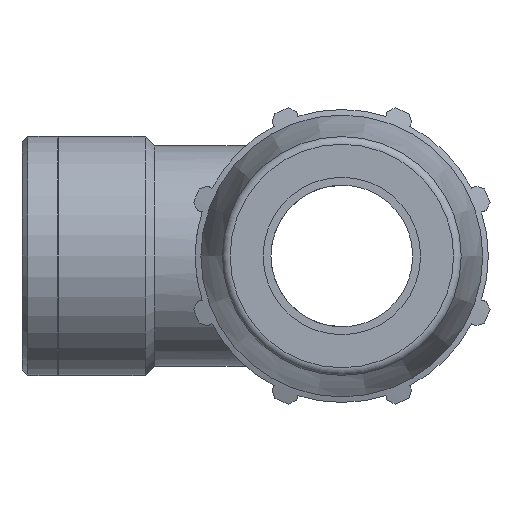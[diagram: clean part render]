
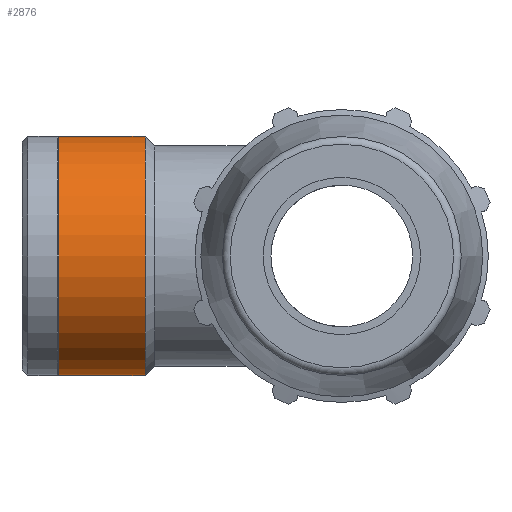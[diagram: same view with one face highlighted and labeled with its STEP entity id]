
A CAD part, left-side view. The second image highlights one B-rep face of the part: STEP entity #2876.
In plain terms, the highlighted cylindrical face has radius 24.345 mm (diameter 48.69 mm), a full revolution.
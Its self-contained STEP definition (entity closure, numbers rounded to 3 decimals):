
#621=FACE_BOUND('',#980,.T.);
#778=FACE_OUTER_BOUND('',#979,.T.);
#979=EDGE_LOOP('',(#2513));
#980=EDGE_LOOP('',(#2514));
#1104=CIRCLE('',#3156,24.345);
#1105=CIRCLE('',#3158,24.345);
#1373=VERTEX_POINT('',#4910);
#1374=VERTEX_POINT('',#4913);
#1754=EDGE_CURVE('',#1373,#1373,#1104,.T.);
#1755=EDGE_CURVE('',#1374,#1374,#1105,.T.);
#2513=ORIENTED_EDGE('',*,*,#1754,.T.);
#2514=ORIENTED_EDGE('',*,*,#1755,.F.);
#2563=CYLINDRICAL_SURFACE('',#3157,24.345);
#2876=ADVANCED_FACE('',(#778,#621),#2563,.T.);
#3156=AXIS2_PLACEMENT_3D('',#4911,#3906,#3907);
#3157=AXIS2_PLACEMENT_3D('',#4912,#3908,#3909);
#3158=AXIS2_PLACEMENT_3D('',#4914,#3910,#3911);
#3906=DIRECTION('center_axis',(0.,1.,0.));
#3907=DIRECTION('ref_axis',(1.,0.,0.));
#3908=DIRECTION('center_axis',(0.,1.,0.));
#3909=DIRECTION('ref_axis',(-1.,0.,0.));
#3910=DIRECTION('center_axis',(0.,1.,0.));
#3911=DIRECTION('ref_axis',(1.,0.,0.));
#4910=CARTESIAN_POINT('',(-24.345,40.,0.));
#4911=CARTESIAN_POINT('Origin',(0.,40.,0.));
#4912=CARTESIAN_POINT('Origin',(0.,48.75,0.));
#4913=CARTESIAN_POINT('',(-24.345,57.5,0.));
#4914=CARTESIAN_POINT('Origin',(0.,57.5,0.));
